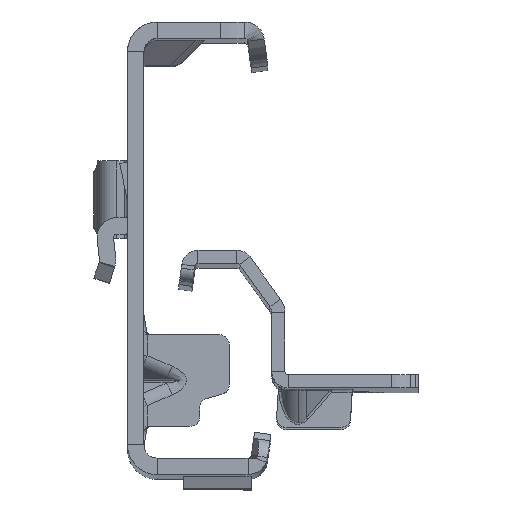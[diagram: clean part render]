
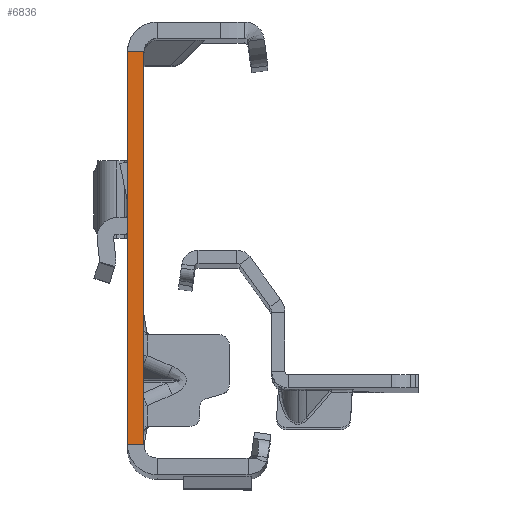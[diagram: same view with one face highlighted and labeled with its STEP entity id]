
A CAD part, top view. The second image highlights one B-rep face of the part: STEP entity #6836.
In plain terms, the highlighted planar face has unit normal (0, 0, 1).
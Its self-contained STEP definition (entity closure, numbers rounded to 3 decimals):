
#1527 = FACE_OUTER_BOUND ( 'NONE', #6802, .T. ) ;
#2103 = VERTEX_POINT ( 'NONE', #4740 ) ;
#2447 = VECTOR ( 'NONE', #10236, 1000. ) ;
#2716 = PLANE ( 'NONE',  #16756 ) ;
#3924 = EDGE_CURVE ( 'NONE', #15532, #2103, #13204, .T. ) ;
#4093 = LINE ( 'NONE', #9780, #5728 ) ;
#4315 = EDGE_CURVE ( 'NONE', #14032, #13696, #15158, .T. ) ;
#4695 = CARTESIAN_POINT ( 'NONE',  ( 0., -30., 0. ) ) ;
#4740 = CARTESIAN_POINT ( 'NONE',  ( -2.5, -30., 0. ) ) ;
#5298 = DIRECTION ( 'NONE',  ( 1., 0., 0. ) ) ;
#5710 = CARTESIAN_POINT ( 'NONE',  ( -2.5, 30., 0. ) ) ;
#5728 = VECTOR ( 'NONE', #7061, 1000. ) ;
#6781 = EDGE_CURVE ( 'NONE', #14032, #15532, #4093, .T. ) ;
#6802 = EDGE_LOOP ( 'NONE', ( #15266, #12478, #14888, #13169 ) ) ;
#6836 = ADVANCED_FACE ( 'NONE', ( #1527 ), #2716, .T. ) ;
#7061 = DIRECTION ( 'NONE',  ( -1., 0., 0. ) ) ;
#8211 = CARTESIAN_POINT ( 'NONE',  ( 0., -32., 0. ) ) ;
#8333 = CARTESIAN_POINT ( 'NONE',  ( -2.5, -32., 0. ) ) ;
#9780 = CARTESIAN_POINT ( 'NONE',  ( 0., 30., 0. ) ) ;
#10236 = DIRECTION ( 'NONE',  ( 0., -1., 0. ) ) ;
#11321 = CARTESIAN_POINT ( 'NONE',  ( 0., 30., 0. ) ) ;
#11490 = CARTESIAN_POINT ( 'NONE',  ( -2.5, -32., 0. ) ) ;
#12478 = ORIENTED_EDGE ( 'NONE', *, *, #6781, .T. ) ;
#13169 = ORIENTED_EDGE ( 'NONE', *, *, #18045, .F. ) ;
#13182 = LINE ( 'NONE', #17746, #14820 ) ;
#13204 = LINE ( 'NONE', #11490, #2447 ) ;
#13552 = DIRECTION ( 'NONE',  ( -1., 0., 0. ) ) ;
#13696 = VERTEX_POINT ( 'NONE', #4695 ) ;
#14032 = VERTEX_POINT ( 'NONE', #11321 ) ;
#14794 = DIRECTION ( 'NONE',  ( 0., -1., 0. ) ) ;
#14820 = VECTOR ( 'NONE', #13552, 1000. ) ;
#14888 = ORIENTED_EDGE ( 'NONE', *, *, #3924, .T. ) ;
#15158 = LINE ( 'NONE', #8211, #16726 ) ;
#15266 = ORIENTED_EDGE ( 'NONE', *, *, #4315, .F. ) ;
#15532 = VERTEX_POINT ( 'NONE', #5710 ) ;
#16488 = DIRECTION ( 'NONE',  ( 0., 0., 1. ) ) ;
#16726 = VECTOR ( 'NONE', #14794, 1000. ) ;
#16756 = AXIS2_PLACEMENT_3D ( 'NONE', #8333, #16488, #5298 ) ;
#17746 = CARTESIAN_POINT ( 'NONE',  ( 0., -30., 0. ) ) ;
#18045 = EDGE_CURVE ( 'NONE', #13696, #2103, #13182, .T. ) ;
